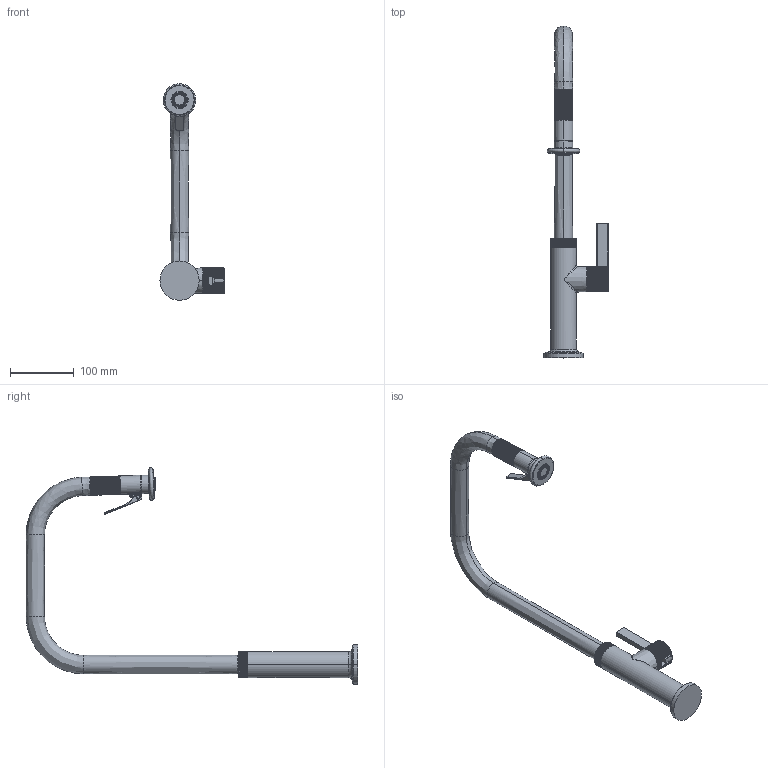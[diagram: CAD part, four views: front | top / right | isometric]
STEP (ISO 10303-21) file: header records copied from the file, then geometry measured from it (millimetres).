
FILE_DESCRIPTION((''),'2;1');
FILE_NAME('3230-7173','2025-09-10T00:16:56',('SwamiS'),(''),'CREO PARAMETRIC BY PTC INC, 2025093','CREO PARAMETRIC BY PTC INC, 2025093','');
FILE_SCHEMA(('CONFIG_CONTROL_DESIGN'));
Products named in the file (1): 3230-7173
Bounding box: 100.89 x 521.72 x 340.43 mm (x, y, z)
Volume: 815642.9 mm3; surface area: 121377.4 mm2
Topology: 5 solids, 5 shells, 1329 faces, 3595 edges, 2301 vertices
Faces by surface type: plane 649, cylinder 462, torus 100, bspline 58, cone 38, sphere 22
Entity records: 55914 total; most frequent: CARTESIAN_POINT 24164, ORIENTED_EDGE 7190, DIRECTION 6047, EDGE_CURVE 3595, AXIS2_PLACEMENT_3D 2415, VERTEX_POINT 2301, EDGE_LOOP 1358, FACE_OUTER_BOUND 1329
